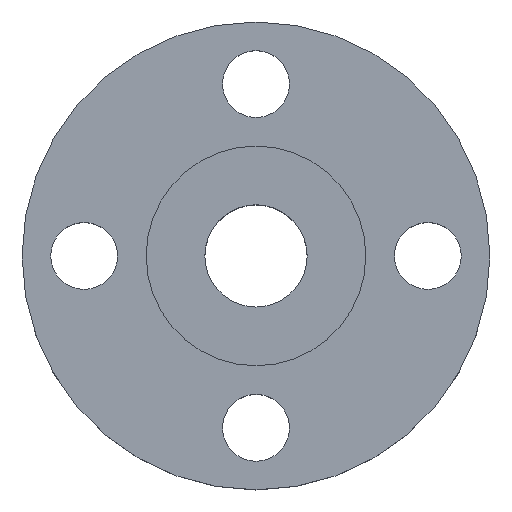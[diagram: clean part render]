
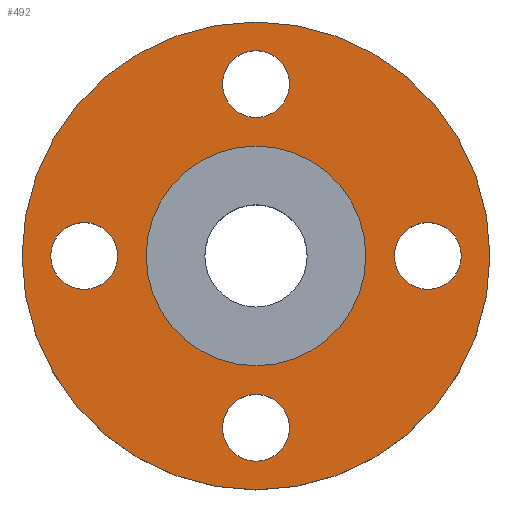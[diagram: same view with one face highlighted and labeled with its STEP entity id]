
A CAD part, top view. The second image highlights one B-rep face of the part: STEP entity #492.
In plain terms, the highlighted planar face has unit normal (0, 0, 1).
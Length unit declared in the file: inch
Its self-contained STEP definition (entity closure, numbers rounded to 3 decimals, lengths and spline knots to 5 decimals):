
#11 = DIRECTION ( 'NONE',  ( 0., 0., 1. ) ) ;
#12 = FACE_BOUND ( 'NONE', #21, .T. ) ;
#21 = EDGE_LOOP ( 'NONE', ( #81, #773 ) ) ;
#22 = AXIS2_PLACEMENT_3D ( 'NONE', #750, #410, #213 ) ;
#29 = FACE_BOUND ( 'NONE', #835, .T. ) ;
#34 = DIRECTION ( 'NONE',  ( 0., 0., 1. ) ) ;
#48 = CARTESIAN_POINT ( 'NONE',  ( -2.6875, 0., -0.25 ) ) ;
#52 = AXIS2_PLACEMENT_3D ( 'NONE', #783, #710, #792 ) ;
#55 = VERTEX_POINT ( 'NONE', #726 ) ;
#71 = DIRECTION ( 'NONE',  ( 0., 0., 1. ) ) ;
#79 = CARTESIAN_POINT ( 'NONE',  ( 1.4375, 0., -0.25 ) ) ;
#81 = ORIENTED_EDGE ( 'NONE', *, *, #857, .F. ) ;
#82 = DIRECTION ( 'NONE',  ( 0., 0., 1. ) ) ;
#84 = ORIENTED_EDGE ( 'NONE', *, *, #836, .F. ) ;
#86 = PLANE ( 'NONE',  #270 ) ;
#94 = ORIENTED_EDGE ( 'NONE', *, *, #570, .F. ) ;
#100 = CARTESIAN_POINT ( 'NONE',  ( -0.4375, 2.25, -0.25 ) ) ;
#112 = EDGE_CURVE ( 'NONE', #494, #560, #742, .T. ) ;
#137 = ORIENTED_EDGE ( 'NONE', *, *, #465, .F. ) ;
#140 = CIRCLE ( 'NONE', #520, 0.4375 ) ;
#145 = EDGE_CURVE ( 'NONE', #159, #782, #369, .T. ) ;
#159 = VERTEX_POINT ( 'NONE', #828 ) ;
#183 = AXIS2_PLACEMENT_3D ( 'NONE', #663, #71, #393 ) ;
#206 = DIRECTION ( 'NONE',  ( 1., 0., 0. ) ) ;
#207 = CIRCLE ( 'NONE', #722, 1.4375 ) ;
#213 = DIRECTION ( 'NONE',  ( 0., 1., 0. ) ) ;
#219 = CARTESIAN_POINT ( 'NONE',  ( 0.4375, 2.25, -0.25 ) ) ;
#220 = CARTESIAN_POINT ( 'NONE',  ( 0., 0., -0.25 ) ) ;
#224 = VERTEX_POINT ( 'NONE', #534 ) ;
#229 = CARTESIAN_POINT ( 'NONE',  ( -1.4375, 0., -0.25 ) ) ;
#230 = EDGE_CURVE ( 'NONE', #739, #611, #207, .T. ) ;
#231 = CARTESIAN_POINT ( 'NONE',  ( 0.4375, -2.25, -0.25 ) ) ;
#239 = AXIS2_PLACEMENT_3D ( 'NONE', #279, #755, #482 ) ;
#240 = CARTESIAN_POINT ( 'NONE',  ( -3.0625, 0., -0.25 ) ) ;
#246 = DIRECTION ( 'NONE',  ( -1., 0., 0. ) ) ;
#256 = DIRECTION ( 'NONE',  ( 0., 1., 0. ) ) ;
#263 = DIRECTION ( 'NONE',  ( 0., 0., 1. ) ) ;
#269 = CIRCLE ( 'NONE', #52, 1.4375 ) ;
#270 = AXIS2_PLACEMENT_3D ( 'NONE', #476, #371, #769 ) ;
#279 = CARTESIAN_POINT ( 'NONE',  ( 2.25, 0., -0.25 ) ) ;
#283 = ORIENTED_EDGE ( 'NONE', *, *, #568, .F. ) ;
#298 = DIRECTION ( 'NONE',  ( 1., 0., 0. ) ) ;
#318 = CARTESIAN_POINT ( 'NONE',  ( -1.8125, 0., -0.25 ) ) ;
#326 = VERTEX_POINT ( 'NONE', #48 ) ;
#332 = CIRCLE ( 'NONE', #239, 0.4375 ) ;
#335 = DIRECTION ( 'NONE',  ( 0., 0., 1. ) ) ;
#342 = VERTEX_POINT ( 'NONE', #231 ) ;
#343 = CARTESIAN_POINT ( 'NONE',  ( 0., -2.25, -0.25 ) ) ;
#345 = CARTESIAN_POINT ( 'NONE',  ( 0., 0., -0.25 ) ) ;
#346 = DIRECTION ( 'NONE',  ( 1., 0., 0. ) ) ;
#351 = CARTESIAN_POINT ( 'NONE',  ( 0., 0., -0.25 ) ) ;
#359 = EDGE_CURVE ( 'NONE', #611, #739, #269, .T. ) ;
#369 = CIRCLE ( 'NONE', #537, 3.0625 ) ;
#371 = DIRECTION ( 'NONE',  ( 0., 0., -1. ) ) ;
#386 = AXIS2_PLACEMENT_3D ( 'NONE', #832, #411, #685 ) ;
#393 = DIRECTION ( 'NONE',  ( 0., -1., 0. ) ) ;
#398 = VERTEX_POINT ( 'NONE', #318 ) ;
#410 = DIRECTION ( 'NONE',  ( 0., 0., 1. ) ) ;
#411 = DIRECTION ( 'NONE',  ( 0., 0., 1. ) ) ;
#414 = CIRCLE ( 'NONE', #22, 0.4375 ) ;
#443 = EDGE_LOOP ( 'NONE', ( #693, #620 ) ) ;
#460 = DIRECTION ( 'NONE',  ( 1., 0., 0. ) ) ;
#465 = EDGE_CURVE ( 'NONE', #224, #824, #480, .T. ) ;
#467 = AXIS2_PLACEMENT_3D ( 'NONE', #589, #335, #246 ) ;
#474 = ORIENTED_EDGE ( 'NONE', *, *, #784, .F. ) ;
#476 = CARTESIAN_POINT ( 'NONE',  ( 0., 1.4375, -0.25 ) ) ;
#480 = CIRCLE ( 'NONE', #467, 0.4375 ) ;
#482 = DIRECTION ( 'NONE',  ( -1., 0., 0. ) ) ;
#492 = ADVANCED_FACE ( 'NONE', ( #665, #602, #12, #29, #625, #690 ), #86, .F. ) ;
#494 = VERTEX_POINT ( 'NONE', #100 ) ;
#495 = CIRCLE ( 'NONE', #521, 0.4375 ) ;
#506 = CIRCLE ( 'NONE', #711, 3.0625 ) ;
#520 = AXIS2_PLACEMENT_3D ( 'NONE', #684, #549, #701 ) ;
#521 = AXIS2_PLACEMENT_3D ( 'NONE', #343, #11, #256 ) ;
#532 = EDGE_LOOP ( 'NONE', ( #474, #799 ) ) ;
#534 = CARTESIAN_POINT ( 'NONE',  ( 1.8125, 0., -0.25 ) ) ;
#535 = CARTESIAN_POINT ( 'NONE',  ( -2.25, 0., -0.25 ) ) ;
#537 = AXIS2_PLACEMENT_3D ( 'NONE', #220, #34, #206 ) ;
#546 = EDGE_CURVE ( 'NONE', #782, #159, #506, .T. ) ;
#549 = DIRECTION ( 'NONE',  ( 0., 0., 1. ) ) ;
#554 = EDGE_CURVE ( 'NONE', #55, #342, #414, .T. ) ;
#559 = CIRCLE ( 'NONE', #183, 0.4375 ) ;
#560 = VERTEX_POINT ( 'NONE', #219 ) ;
#568 = EDGE_CURVE ( 'NONE', #824, #224, #332, .T. ) ;
#570 = EDGE_CURVE ( 'NONE', #398, #326, #140, .T. ) ;
#589 = CARTESIAN_POINT ( 'NONE',  ( 2.25, 0., -0.25 ) ) ;
#592 = ORIENTED_EDGE ( 'NONE', *, *, #145, .T. ) ;
#598 = CARTESIAN_POINT ( 'NONE',  ( 2.6875, 0., -0.25 ) ) ;
#602 = FACE_BOUND ( 'NONE', #680, .T. ) ;
#611 = VERTEX_POINT ( 'NONE', #229 ) ;
#620 = ORIENTED_EDGE ( 'NONE', *, *, #359, .F. ) ;
#625 = FACE_BOUND ( 'NONE', #443, .T. ) ;
#663 = CARTESIAN_POINT ( 'NONE',  ( 0., 2.25, -0.25 ) ) ;
#665 = FACE_BOUND ( 'NONE', #532, .T. ) ;
#680 = EDGE_LOOP ( 'NONE', ( #283, #137 ) ) ;
#684 = CARTESIAN_POINT ( 'NONE',  ( -2.25, 0., -0.25 ) ) ;
#685 = DIRECTION ( 'NONE',  ( 0., -1., 0. ) ) ;
#690 = FACE_OUTER_BOUND ( 'NONE', #732, .T. ) ;
#693 = ORIENTED_EDGE ( 'NONE', *, *, #230, .F. ) ;
#701 = DIRECTION ( 'NONE',  ( 1., 0., 0. ) ) ;
#710 = DIRECTION ( 'NONE',  ( 0., 0., 1. ) ) ;
#711 = AXIS2_PLACEMENT_3D ( 'NONE', #351, #827, #298 ) ;
#712 = CIRCLE ( 'NONE', #804, 0.4375 ) ;
#722 = AXIS2_PLACEMENT_3D ( 'NONE', #345, #82, #460 ) ;
#726 = CARTESIAN_POINT ( 'NONE',  ( -0.4375, -2.25, -0.25 ) ) ;
#732 = EDGE_LOOP ( 'NONE', ( #592, #817 ) ) ;
#739 = VERTEX_POINT ( 'NONE', #79 ) ;
#742 = CIRCLE ( 'NONE', #386, 0.4375 ) ;
#750 = CARTESIAN_POINT ( 'NONE',  ( 0., -2.25, -0.25 ) ) ;
#755 = DIRECTION ( 'NONE',  ( 0., 0., 1. ) ) ;
#769 = DIRECTION ( 'NONE',  ( -1., 0., 0. ) ) ;
#773 = ORIENTED_EDGE ( 'NONE', *, *, #554, .F. ) ;
#782 = VERTEX_POINT ( 'NONE', #240 ) ;
#783 = CARTESIAN_POINT ( 'NONE',  ( 0., 0., -0.25 ) ) ;
#784 = EDGE_CURVE ( 'NONE', #560, #494, #559, .T. ) ;
#792 = DIRECTION ( 'NONE',  ( 1., 0., 0. ) ) ;
#799 = ORIENTED_EDGE ( 'NONE', *, *, #112, .F. ) ;
#804 = AXIS2_PLACEMENT_3D ( 'NONE', #535, #263, #346 ) ;
#817 = ORIENTED_EDGE ( 'NONE', *, *, #546, .T. ) ;
#824 = VERTEX_POINT ( 'NONE', #598 ) ;
#827 = DIRECTION ( 'NONE',  ( 0., 0., 1. ) ) ;
#828 = CARTESIAN_POINT ( 'NONE',  ( 3.0625, 0., -0.25 ) ) ;
#832 = CARTESIAN_POINT ( 'NONE',  ( 0., 2.25, -0.25 ) ) ;
#835 = EDGE_LOOP ( 'NONE', ( #94, #84 ) ) ;
#836 = EDGE_CURVE ( 'NONE', #326, #398, #712, .T. ) ;
#857 = EDGE_CURVE ( 'NONE', #342, #55, #495, .T. ) ;
